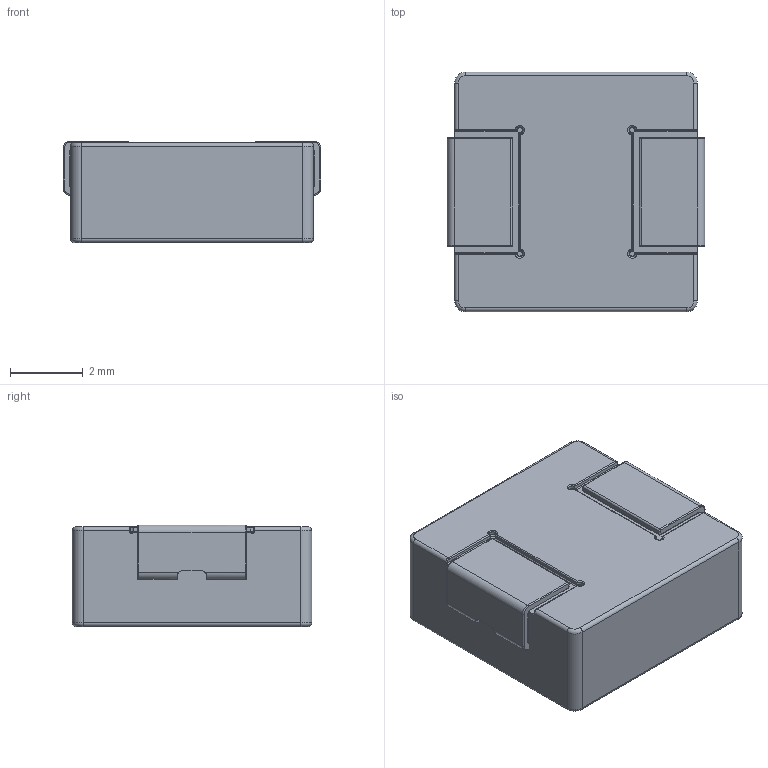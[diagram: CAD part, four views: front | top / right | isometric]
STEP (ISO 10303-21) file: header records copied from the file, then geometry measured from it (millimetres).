
FILE_DESCRIPTION(/* description */ (''),/* implementation_level */ '2;1');
FILE_NAME(/* name */ 'TMHC0603.stp',/* time_stamp */ '2018-01-27T08:43:59+08:00',/* author */ (''),/* organization */ (''),/* preprocessor_version */ 'ST-DEVELOPER v16.7',/* originating_system */ 'SIEMENS PLM Software NX 12.0',/* authorisation */ '');
FILE_SCHEMA (('AUTOMOTIVE_DESIGN { 1 0 10303 214 3 1 1 1 }'));
Length unit declared in the file: millimetre
Products named in the file (1): TMHC0603
Bounding box: 7.1 x 6.6 x 2.81 mm (x, y, z)
Surface area: 314.4 mm2
Topology: 18 solids, 18 shells, 455 faces, 1052 edges, 633 vertices
Faces by surface type: cylinder 132, plane 131, torus 131, extrusion 45, bspline 16
Full cylindrical faces by diameter (mm): 0.45 x6
Entity records: 13916 total; most frequent: CARTESIAN_POINT 3990, ORIENTED_EDGE 1984, DIRECTION 1980, EDGE_CURVE 992, AXIS2_PLACEMENT_3D 796, VERTEX_POINT 633, EDGE_LOOP 519, ADVANCED_FACE 455
